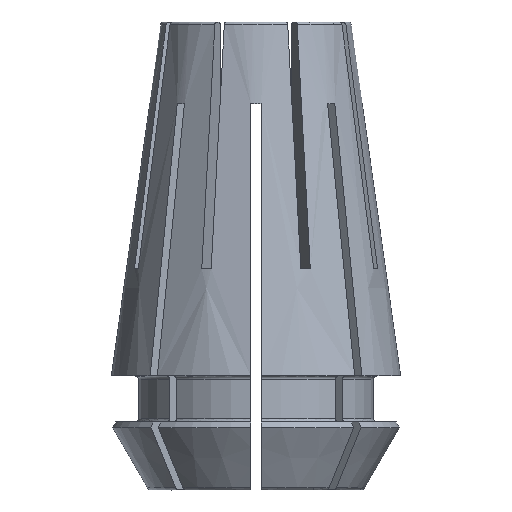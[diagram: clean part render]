
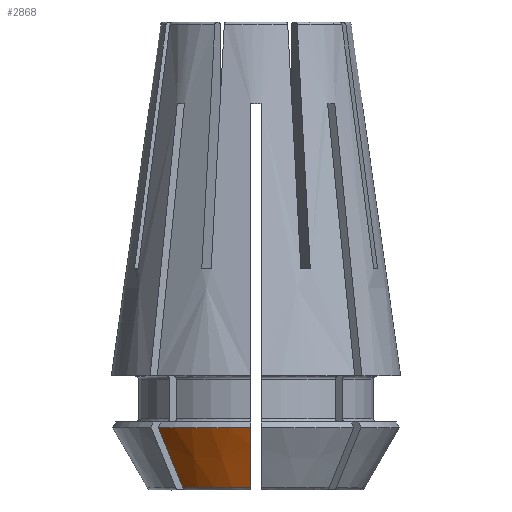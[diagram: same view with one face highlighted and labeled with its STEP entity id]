
A CAD part, left-side view. The second image highlights one B-rep face of the part: STEP entity #2868.
In plain terms, the highlighted conical face has half-angle 30 degrees and reference radius 8.431 mm.
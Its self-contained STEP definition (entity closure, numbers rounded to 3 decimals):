
#78=CONICAL_SURFACE('',#3152,8.431,0.524);
#132=CIRCLE('',#3012,19746.65);
#210=CIRCLE('',#3151,6.388);
#211=CIRCLE('',#3153,19746.65);
#212=CIRCLE('',#3154,8.431);
#1090=ORIENTED_EDGE('',*,*,#1861,.F.);
#1091=ORIENTED_EDGE('',*,*,#1860,.T.);
#1092=ORIENTED_EDGE('',*,*,#1701,.F.);
#1093=ORIENTED_EDGE('',*,*,#1862,.F.);
#1701=EDGE_CURVE('',#2138,#2139,#132,.T.);
#1860=EDGE_CURVE('',#2230,#2139,#210,.T.);
#1861=EDGE_CURVE('',#2230,#2231,#211,.T.);
#1862=EDGE_CURVE('',#2231,#2138,#212,.T.);
#2138=VERTEX_POINT('',#4774);
#2139=VERTEX_POINT('',#4776);
#2230=VERTEX_POINT('',#5200);
#2231=VERTEX_POINT('',#5204);
#2476=EDGE_LOOP('',(#1090,#1091,#1092,#1093));
#2632=FACE_BOUND('',#2476,.T.);
#2868=ADVANCED_FACE('',(#2632),#78,.T.);
#3012=AXIS2_PLACEMENT_3D('',#4775,#3504,#3505);
#3151=AXIS2_PLACEMENT_3D('',#5201,#3828,#3829);
#3152=AXIS2_PLACEMENT_3D('',#5202,#3830,#3831);
#3153=AXIS2_PLACEMENT_3D('',#5203,#3832,#3833);
#3154=AXIS2_PLACEMENT_3D('',#5205,#3834,#3835);
#3504=DIRECTION('',(0.,-1.,0.));
#3505=DIRECTION('',(-0.866,0.,-0.5));
#3828=DIRECTION('',(0.,0.,1.));
#3829=DIRECTION('',(1.,0.,0.));
#3830=DIRECTION('',(0.,0.,1.));
#3831=DIRECTION('',(1.,0.,0.));
#3832=DIRECTION('',(0.707,0.707,0.));
#3833=DIRECTION('',(-0.612,0.612,-0.5));
#3834=DIRECTION('',(0.,0.,1.));
#3835=DIRECTION('',(1.,0.,0.));
#4774=CARTESIAN_POINT('',(-8.426,0.3,-3.036));
#4775=CARTESIAN_POINT('',(17090.12,0.3,9874.713));
#4776=CARTESIAN_POINT('',(-6.381,0.3,-6.575));
#5200=CARTESIAN_POINT('',(-4.724,4.3,-6.575));
#5201=CARTESIAN_POINT('',(0.,0.,-6.575));
#5202=CARTESIAN_POINT('',(0.,0.,-3.036));
#5203=CARTESIAN_POINT('',(12084.327,-12084.752,9874.713));
#5204=CARTESIAN_POINT('',(-6.17,5.746,-3.036));
#5205=CARTESIAN_POINT('',(0.,0.,-3.036));
